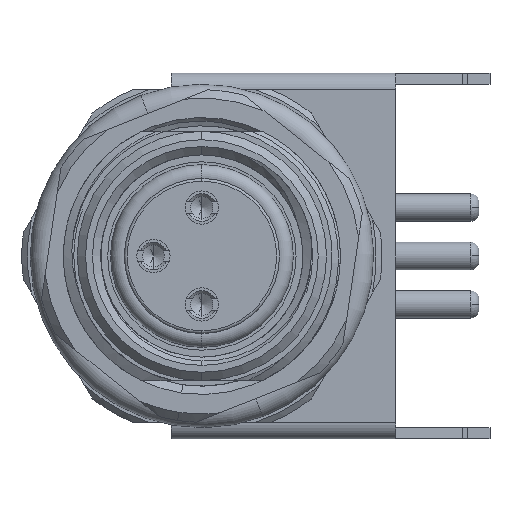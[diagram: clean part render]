
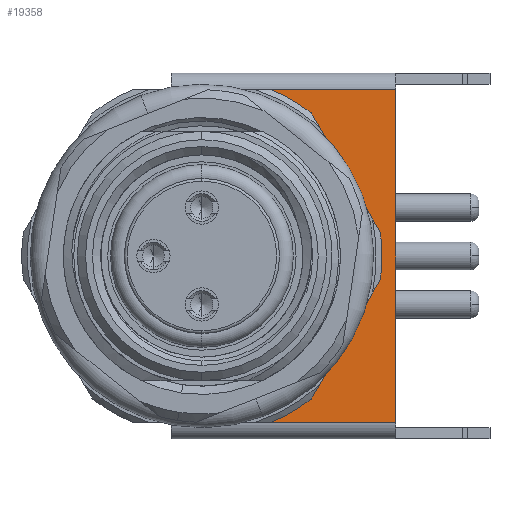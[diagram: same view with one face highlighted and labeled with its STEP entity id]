
A CAD part, left-side view. The second image highlights one B-rep face of the part: STEP entity #19358.
In plain terms, the highlighted face is planar.
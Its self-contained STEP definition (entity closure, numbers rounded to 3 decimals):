
#64 = CARTESIAN_POINT ( 'NONE',  ( -6.6, -0.4, -1.1 ) ) ;
#1534 = DIRECTION ( 'NONE',  ( 1., 0., 0. ) ) ;
#1822 = EDGE_CURVE ( 'NONE', #22560, #6328, #11445, .T. ) ;
#2234 = ORIENTED_EDGE ( 'NONE', *, *, #18147, .F. ) ;
#2994 = CARTESIAN_POINT ( 'NONE',  ( 0., -0.4, 0. ) ) ;
#3926 = EDGE_CURVE ( 'NONE', #4307, #50112, #36485, .T. ) ;
#4146 = CARTESIAN_POINT ( 'NONE',  ( 6., -0.4, 7. ) ) ;
#4307 = VERTEX_POINT ( 'NONE', #23563 ) ;
#4635 = CARTESIAN_POINT ( 'NONE',  ( -6., -0.4, 7. ) ) ;
#5913 = CARTESIAN_POINT ( 'NONE',  ( 0., -0.4, -1.3 ) ) ;
#6044 = CARTESIAN_POINT ( 'NONE',  ( 0., -0.4, 0. ) ) ;
#6328 = VERTEX_POINT ( 'NONE', #14340 ) ;
#7815 = EDGE_LOOP ( 'NONE', ( #19692, #11058, #23178, #34946, #16660, #12025, #27173, #44884, #34894, #38096 ) ) ;
#8975 = ORIENTED_EDGE ( 'NONE', *, *, #1822, .F. ) ;
#9513 = EDGE_CURVE ( 'NONE', #48154, #50333, #40360, .T. ) ;
#9529 = LINE ( 'NONE', #5913, #35234 ) ;
#9855 = EDGE_CURVE ( 'NONE', #30267, #4307, #9529, .T. ) ;
#10816 = DIRECTION ( 'NONE',  ( 0., 0., -1. ) ) ;
#11058 = ORIENTED_EDGE ( 'NONE', *, *, #21375, .F. ) ;
#11182 = CARTESIAN_POINT ( 'NONE',  ( 5.8, -0.4, 0. ) ) ;
#11216 = VECTOR ( 'NONE', #43854, 1000. ) ;
#11445 = CIRCLE ( 'NONE', #50295, 5.5 ) ;
#12025 = ORIENTED_EDGE ( 'NONE', *, *, #33975, .T. ) ;
#12530 = CARTESIAN_POINT ( 'NONE',  ( 5.898, -0.4, -1.1 ) ) ;
#12656 = DIRECTION ( 'NONE',  ( 0., 0., -1. ) ) ;
#12937 = AXIS2_PLACEMENT_3D ( 'NONE', #19442, #34998, #34760 ) ;
#13003 = VECTOR ( 'NONE', #14640, 1000. ) ;
#13482 = CARTESIAN_POINT ( 'NONE',  ( 0., -0.4, 5.5 ) ) ;
#14340 = CARTESIAN_POINT ( 'NONE',  ( 0., -0.4, -5.5 ) ) ;
#14640 = DIRECTION ( 'NONE',  ( 1., 0., 0. ) ) ;
#15774 = CARTESIAN_POINT ( 'NONE',  ( 0., -0.4, -1.3 ) ) ;
#16660 = ORIENTED_EDGE ( 'NONE', *, *, #17937, .F. ) ;
#16808 = CARTESIAN_POINT ( 'NONE',  ( 5.8, -0.4, -1.3 ) ) ;
#17679 = PLANE ( 'NONE',  #50235 ) ;
#17937 = EDGE_CURVE ( 'NONE', #49499, #34314, #34307, .T. ) ;
#17952 = DIRECTION ( 'NONE',  ( 0., 1., 0. ) ) ;
#18147 = EDGE_CURVE ( 'NONE', #6328, #22560, #42749, .T. ) ;
#19358 = ADVANCED_FACE ( 'NONE', ( #25484, #34246 ), #17679, .F. ) ;
#19442 = CARTESIAN_POINT ( 'NONE',  ( 0., -0.4, 0. ) ) ;
#19692 = ORIENTED_EDGE ( 'NONE', *, *, #9513, .F. ) ;
#21194 = VERTEX_POINT ( 'NONE', #33992 ) ;
#21375 = EDGE_CURVE ( 'NONE', #46022, #48154, #30633, .T. ) ;
#21870 = CARTESIAN_POINT ( 'NONE',  ( -6., -0.4, 7. ) ) ;
#22560 = VERTEX_POINT ( 'NONE', #13482 ) ;
#22581 = CARTESIAN_POINT ( 'NONE',  ( -5.857, -0.4, -1.3 ) ) ;
#22847 = DIRECTION ( 'NONE',  ( 0., 0., -1. ) ) ;
#22926 = DIRECTION ( 'NONE',  ( 0., -1., 0. ) ) ;
#23178 = ORIENTED_EDGE ( 'NONE', *, *, #33553, .F. ) ;
#23563 = CARTESIAN_POINT ( 'NONE',  ( -5.8, -0.4, -1.3 ) ) ;
#23825 = CARTESIAN_POINT ( 'NONE',  ( -6., -0.4, -1.1 ) ) ;
#24138 = DIRECTION ( 'NONE',  ( -1., 0., 0. ) ) ;
#25484 = FACE_BOUND ( 'NONE', #45552, .T. ) ;
#27059 = DIRECTION ( 'NONE',  ( 0., 0., -1. ) ) ;
#27173 = ORIENTED_EDGE ( 'NONE', *, *, #27385, .F. ) ;
#27385 = EDGE_CURVE ( 'NONE', #50112, #38060, #32193, .T. ) ;
#28072 = CARTESIAN_POINT ( 'NONE',  ( -5.8, -0.4, -1.1 ) ) ;
#28169 = CARTESIAN_POINT ( 'NONE',  ( 5.8, -0.4, -1.1 ) ) ;
#28213 = DIRECTION ( 'NONE',  ( 1., 0., 0. ) ) ;
#28470 = CARTESIAN_POINT ( 'NONE',  ( -5.8, -0.4, 0. ) ) ;
#28655 = CIRCLE ( 'NONE', #12937, 6. ) ;
#30188 = EDGE_CURVE ( 'NONE', #50333, #30267, #28655, .T. ) ;
#30267 = VERTEX_POINT ( 'NONE', #22581 ) ;
#30437 = LINE ( 'NONE', #46228, #42624 ) ;
#30507 = CARTESIAN_POINT ( 'NONE',  ( 0., -0.4, 0. ) ) ;
#30633 = LINE ( 'NONE', #11182, #43107 ) ;
#31053 = VECTOR ( 'NONE', #24138, 1000. ) ;
#31699 = LINE ( 'NONE', #12530, #11216 ) ;
#32022 = AXIS2_PLACEMENT_3D ( 'NONE', #2994, #22926, #27059 ) ;
#32193 = LINE ( 'NONE', #64, #31053 ) ;
#32599 = LINE ( 'NONE', #4635, #50877 ) ;
#33133 = DIRECTION ( 'NONE',  ( 0., 0., 1. ) ) ;
#33441 = EDGE_CURVE ( 'NONE', #21194, #34314, #30437, .T. ) ;
#33553 = EDGE_CURVE ( 'NONE', #21194, #46022, #31699, .T. ) ;
#33975 = EDGE_CURVE ( 'NONE', #49499, #38060, #32599, .T. ) ;
#33992 = CARTESIAN_POINT ( 'NONE',  ( 6., -0.4, -1.1 ) ) ;
#34246 = FACE_OUTER_BOUND ( 'NONE', #7815, .T. ) ;
#34307 = LINE ( 'NONE', #50115, #13003 ) ;
#34314 = VERTEX_POINT ( 'NONE', #4146 ) ;
#34760 = DIRECTION ( 'NONE',  ( 0., 0., 1. ) ) ;
#34894 = ORIENTED_EDGE ( 'NONE', *, *, #9855, .F. ) ;
#34946 = ORIENTED_EDGE ( 'NONE', *, *, #33441, .T. ) ;
#34998 = DIRECTION ( 'NONE',  ( 0., 1., 0. ) ) ;
#35234 = VECTOR ( 'NONE', #1534, 1000. ) ;
#36485 = LINE ( 'NONE', #28470, #47073 ) ;
#38060 = VERTEX_POINT ( 'NONE', #23825 ) ;
#38096 = ORIENTED_EDGE ( 'NONE', *, *, #30188, .F. ) ;
#40360 = LINE ( 'NONE', #15774, #41076 ) ;
#41076 = VECTOR ( 'NONE', #28213, 1000. ) ;
#42324 = DIRECTION ( 'NONE',  ( 0., 0., 1. ) ) ;
#42624 = VECTOR ( 'NONE', #42324, 1000. ) ;
#42749 = CIRCLE ( 'NONE', #32022, 5.5 ) ;
#43107 = VECTOR ( 'NONE', #22847, 1000. ) ;
#43854 = DIRECTION ( 'NONE',  ( -1., 0., 0. ) ) ;
#44884 = ORIENTED_EDGE ( 'NONE', *, *, #3926, .F. ) ;
#45552 = EDGE_LOOP ( 'NONE', ( #2234, #8975 ) ) ;
#46022 = VERTEX_POINT ( 'NONE', #28169 ) ;
#46096 = CARTESIAN_POINT ( 'NONE',  ( 5.857, -0.4, -1.3 ) ) ;
#46228 = CARTESIAN_POINT ( 'NONE',  ( 6., -0.4, -1.1 ) ) ;
#47073 = VECTOR ( 'NONE', #33133, 1000. ) ;
#48154 = VERTEX_POINT ( 'NONE', #16808 ) ;
#49035 = DIRECTION ( 'NONE',  ( 0., 0., 1. ) ) ;
#49418 = DIRECTION ( 'NONE',  ( 0., -1., 0. ) ) ;
#49499 = VERTEX_POINT ( 'NONE', #21870 ) ;
#50112 = VERTEX_POINT ( 'NONE', #28072 ) ;
#50115 = CARTESIAN_POINT ( 'NONE',  ( -6.6, -0.4, 7. ) ) ;
#50235 = AXIS2_PLACEMENT_3D ( 'NONE', #6044, #17952, #49035 ) ;
#50295 = AXIS2_PLACEMENT_3D ( 'NONE', #30507, #49418, #10816 ) ;
#50333 = VERTEX_POINT ( 'NONE', #46096 ) ;
#50877 = VECTOR ( 'NONE', #12656, 1000. ) ;
